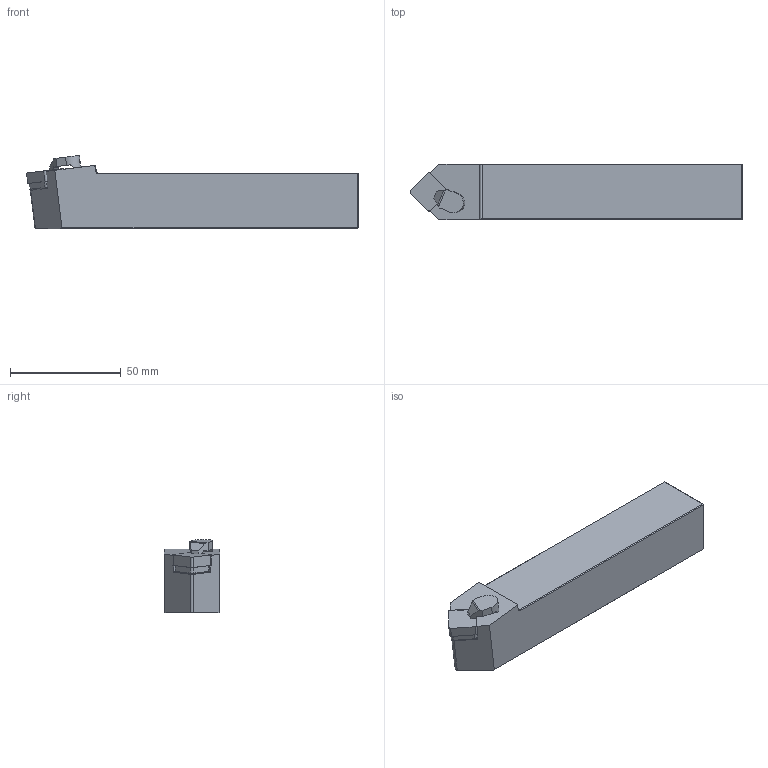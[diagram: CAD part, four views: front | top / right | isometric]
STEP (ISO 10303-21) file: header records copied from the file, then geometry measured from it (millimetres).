
FILE_DESCRIPTION(/* description */ (''),/* implementation_level */ '2;1');
FILE_NAME(/* name */ 'PSDNN-2525-M12C.stp',/* time_stamp */ '2023-09-29T11:32:26+03:00',/* author */ (''),/* organization */ (''),/* preprocessor_version */ 'ST-DEVELOPER v19.4',/* originating_system */ 'SIEMENS PLM Software NX2306.3001',/* authorisation */ '');
FILE_SCHEMA (('AUTOMOTIVE_DESIGN { 1 0 10303 214 3 1 1 1 }'));
Length unit declared in the file: millimetre
Products named in the file (1): PSDNN-2525-M12C
Bounding box: 150 x 25 x 32.99 mm (x, y, z)
Volume: 90274.8 mm3; surface area: 16409.1 mm2
Topology: 2 solids, 2 shells, 71 faces, 177 edges, 110 vertices
Faces by surface type: plane 50, cylinder 15, cone 6
Entity records: 2128 total; most frequent: CARTESIAN_POINT 377, DIRECTION 357, ORIENTED_EDGE 354, EDGE_CURVE 177, LINE 137, VECTOR 137, VERTEX_POINT 110, AXIS2_PLACEMENT_3D 110
